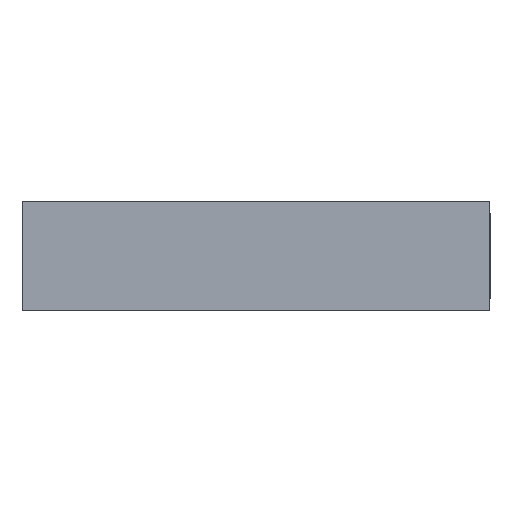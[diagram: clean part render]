
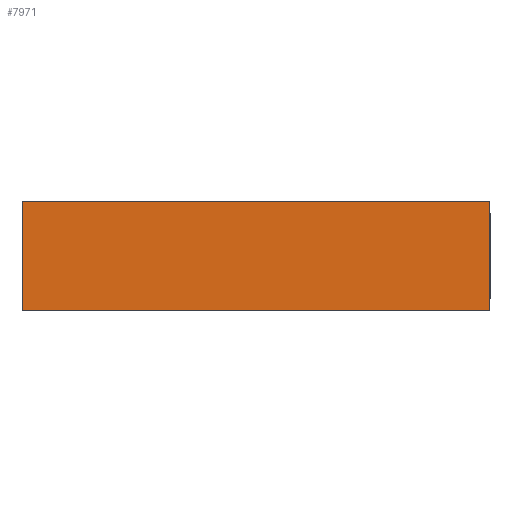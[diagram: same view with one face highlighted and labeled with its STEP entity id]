
A CAD part, top view. The second image highlights one B-rep face of the part: STEP entity #7971.
In plain terms, the highlighted planar face has unit normal (0, 0, 1).
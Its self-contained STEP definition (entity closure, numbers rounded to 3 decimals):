
#7971=ADVANCED_FACE('',(#12916),#12917,.T.);
#12916=FACE_OUTER_BOUND('',#19681,.T.);
#12917=PLANE('',#19682);
#19681=EDGE_LOOP('',(#27969,#27970,#27971,#27972));
#19682=AXIS2_PLACEMENT_3D('',#27973,#27974,#27975);
#27969=ORIENTED_EDGE('',*,*,#46564,.F.);
#27970=ORIENTED_EDGE('',*,*,#46567,.F.);
#27971=ORIENTED_EDGE('',*,*,#46559,.F.);
#27972=ORIENTED_EDGE('',*,*,#46555,.F.);
#27973=CARTESIAN_POINT('',(0.,0.,397.));
#27974=DIRECTION('',(0.0,0.0,1.0));
#27975=DIRECTION('',(1.0,0.0,0.0));
#46555=EDGE_CURVE('',#55048,#55050,#55051,.T.);
#46559=EDGE_CURVE('',#55050,#55056,#55057,.T.);
#46564=EDGE_CURVE('',#55063,#55048,#55065,.T.);
#46567=EDGE_CURVE('',#55056,#55063,#55068,.T.);
#55048=VERTEX_POINT('',#68252);
#55050=VERTEX_POINT('',#68255);
#55051=LINE('',#68256,#68257);
#55056=VERTEX_POINT('',#68264);
#55057=LINE('',#68265,#68266);
#55063=VERTEX_POINT('',#68274);
#55065=LINE('',#68277,#68278);
#55068=LINE('',#68282,#68283);
#68252=CARTESIAN_POINT('',(-750.,-175.,397.));
#68255=CARTESIAN_POINT('',(-750.,175.,397.));
#68256=CARTESIAN_POINT('',(-750.,0.,397.));
#68257=VECTOR('',#84639,1.0);
#68264=CARTESIAN_POINT('',(750.,175.,397.));
#68265=CARTESIAN_POINT('',(0.,175.,397.));
#68266=VECTOR('',#84642,1.0);
#68274=CARTESIAN_POINT('',(750.,-175.,397.));
#68277=CARTESIAN_POINT('',(0.,-175.,397.));
#68278=VECTOR('',#84646,1.0);
#68282=CARTESIAN_POINT('',(750.,0.,397.));
#68283=VECTOR('',#84648,1.0);
#84639=DIRECTION('',(0.0,1.0,0.0));
#84642=DIRECTION('',(1.0,0.0,0.0));
#84646=DIRECTION('',(-1.0,0.0,0.0));
#84648=DIRECTION('',(0.0,-1.0,0.0));
